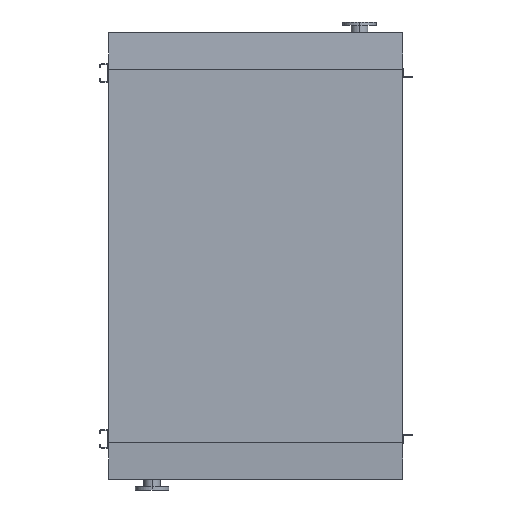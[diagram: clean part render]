
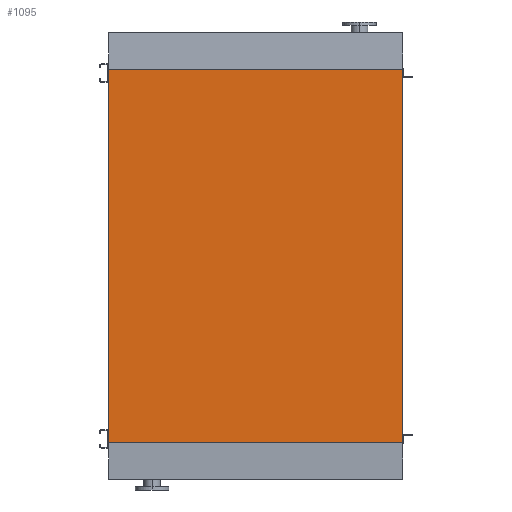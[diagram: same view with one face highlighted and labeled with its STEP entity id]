
A CAD part, front view. The second image highlights one B-rep face of the part: STEP entity #1095.
In plain terms, the highlighted planar face has unit normal (0, -1, 0).
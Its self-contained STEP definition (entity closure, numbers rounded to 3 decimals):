
#215 = ORIENTED_EDGE ( 'NONE', *, *, #9789, .F. ) ;
#249 = EDGE_CURVE ( 'NONE', #5314, #10068, #6739, .T. ) ;
#355 = CARTESIAN_POINT ( 'NONE',  ( -965., 0., -2450. ) ) ;
#731 = AXIS2_PLACEMENT_3D ( 'NONE', #10065, #4785, #6206 ) ;
#784 = VECTOR ( 'NONE', #6204, 1000. ) ;
#1095 = ADVANCED_FACE ( 'NONE', ( #6303 ), #7949, .T. ) ;
#1333 = VECTOR ( 'NONE', #6624, 1000. ) ;
#1698 = VERTEX_POINT ( 'NONE', #6068 ) ;
#1930 = ORIENTED_EDGE ( 'NONE', *, *, #5707, .F. ) ;
#2704 = LINE ( 'NONE', #3508, #1333 ) ;
#2900 = CARTESIAN_POINT ( 'NONE',  ( -965., 0., -2450. ) ) ;
#3508 = CARTESIAN_POINT ( 'NONE',  ( -965., 0., -2450. ) ) ;
#3824 = VECTOR ( 'NONE', #5018, 1000. ) ;
#4778 = EDGE_LOOP ( 'NONE', ( #1930, #215, #5254, #9356 ) ) ;
#4785 = DIRECTION ( 'NONE',  ( 0., -1., 0. ) ) ;
#5018 = DIRECTION ( 'NONE',  ( 1., 0., 0. ) ) ;
#5254 = ORIENTED_EDGE ( 'NONE', *, *, #249, .T. ) ;
#5314 = VERTEX_POINT ( 'NONE', #2900 ) ;
#5707 = EDGE_CURVE ( 'NONE', #9965, #1698, #8030, .T. ) ;
#6068 = CARTESIAN_POINT ( 'NONE',  ( 965., 0., 0. ) ) ;
#6204 = DIRECTION ( 'NONE',  ( 0., 0., 1. ) ) ;
#6206 = DIRECTION ( 'NONE',  ( 0., 0., -1. ) ) ;
#6228 = DIRECTION ( 'NONE',  ( 1., 0., 0. ) ) ;
#6303 = FACE_OUTER_BOUND ( 'NONE', #4778, .T. ) ;
#6311 = CARTESIAN_POINT ( 'NONE',  ( -965., 0., 0. ) ) ;
#6624 = DIRECTION ( 'NONE',  ( 0., 0., 1. ) ) ;
#6645 = VECTOR ( 'NONE', #6228, 1000. ) ;
#6686 = EDGE_CURVE ( 'NONE', #10068, #1698, #6917, .T. ) ;
#6739 = LINE ( 'NONE', #355, #3824 ) ;
#6917 = LINE ( 'NONE', #7687, #784 ) ;
#7687 = CARTESIAN_POINT ( 'NONE',  ( 965., 0., -2450. ) ) ;
#7949 = PLANE ( 'NONE',  #731 ) ;
#8030 = LINE ( 'NONE', #9581, #6645 ) ;
#8233 = CARTESIAN_POINT ( 'NONE',  ( 965., 0., -2450. ) ) ;
#9356 = ORIENTED_EDGE ( 'NONE', *, *, #6686, .T. ) ;
#9581 = CARTESIAN_POINT ( 'NONE',  ( -965., 0., 0. ) ) ;
#9789 = EDGE_CURVE ( 'NONE', #5314, #9965, #2704, .T. ) ;
#9965 = VERTEX_POINT ( 'NONE', #6311 ) ;
#10065 = CARTESIAN_POINT ( 'NONE',  ( -965., 0., -2450. ) ) ;
#10068 = VERTEX_POINT ( 'NONE', #8233 ) ;
